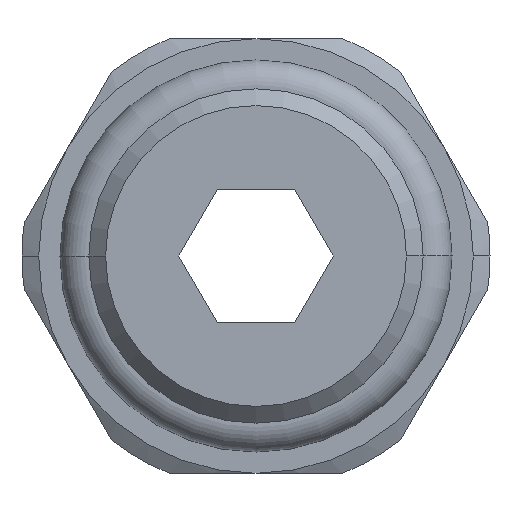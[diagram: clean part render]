
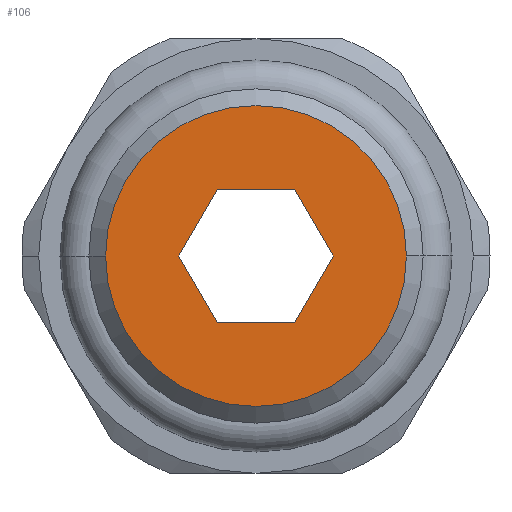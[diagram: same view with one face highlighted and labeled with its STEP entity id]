
A CAD part, front view. The second image highlights one B-rep face of the part: STEP entity #106.
In plain terms, the highlighted planar face has unit normal (0, -1, 0).
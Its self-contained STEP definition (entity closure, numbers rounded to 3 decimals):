
#106=ADVANCED_FACE('',(#239,#240),#241,.T.);
#239=FACE_BOUND('',#380,.T.);
#240=FACE_OUTER_BOUND('',#381,.T.);
#241=PLANE('',#382);
#380=EDGE_LOOP('',(#852,#853,#854,#855,#856,#857));
#381=EDGE_LOOP('',(#858,#859));
#382=AXIS2_PLACEMENT_3D('',#860,#861,#862);
#852=ORIENTED_EDGE('',*,*,#981,.T.);
#853=ORIENTED_EDGE('',*,*,#978,.T.);
#854=ORIENTED_EDGE('',*,*,#975,.T.);
#855=ORIENTED_EDGE('',*,*,#972,.T.);
#856=ORIENTED_EDGE('',*,*,#987,.T.);
#857=ORIENTED_EDGE('',*,*,#984,.T.);
#858=ORIENTED_EDGE('',*,*,#925,.F.);
#859=ORIENTED_EDGE('',*,*,#1054,.F.);
#860=CARTESIAN_POINT('',(-2.25,0.,0.0));
#861=DIRECTION('',(0.,-1.0,0.0));
#862=DIRECTION('',(1.0,0.,-0.0));
#925=EDGE_CURVE('',#1092,#1094,#1095,.T.);
#972=EDGE_CURVE('',#1181,#1179,#1182,.T.);
#975=EDGE_CURVE('',#1186,#1181,#1187,.T.);
#978=EDGE_CURVE('',#1191,#1186,#1192,.T.);
#981=EDGE_CURVE('',#1196,#1191,#1197,.T.);
#984=EDGE_CURVE('',#1201,#1196,#1202,.T.);
#987=EDGE_CURVE('',#1179,#1201,#1205,.T.);
#1054=EDGE_CURVE('',#1094,#1092,#1302,.T.);
#1092=VERTEX_POINT('',#1348);
#1094=VERTEX_POINT('',#1351);
#1095=CIRCLE('',#1352,4.5);
#1179=VERTEX_POINT('',#1498);
#1181=VERTEX_POINT('',#1501);
#1182=LINE('',#1502,#1503);
#1186=VERTEX_POINT('',#1509);
#1187=LINE('',#1510,#1511);
#1191=VERTEX_POINT('',#1517);
#1192=LINE('',#1518,#1519);
#1196=VERTEX_POINT('',#1525);
#1197=LINE('',#1526,#1527);
#1201=VERTEX_POINT('',#1533);
#1202=LINE('',#1534,#1535);
#1205=LINE('',#1540,#1541);
#1302=CIRCLE('',#1868,4.5);
#1348=CARTESIAN_POINT('',(-4.5,0.,0.0));
#1351=CARTESIAN_POINT('',(4.5,0.0,0.));
#1352=AXIS2_PLACEMENT_3D('',#1915,#1916,#1917);
#1498=CARTESIAN_POINT('',(-2.309,0.0,0.));
#1501=CARTESIAN_POINT('',(-1.155,0.0,-2.0));
#1502=CARTESIAN_POINT('',(-2.013,0.,-0.513));
#1503=VECTOR('',#2006,1.0);
#1509=CARTESIAN_POINT('',(1.155,0.0,-2.0));
#1510=CARTESIAN_POINT('',(-1.125,0.0,-2.0));
#1511=VECTOR('',#2009,1.0);
#1517=CARTESIAN_POINT('',(2.309,0.0,0.));
#1518=CARTESIAN_POINT('',(1.451,0.0,-1.487));
#1519=VECTOR('',#2012,1.0);
#1525=CARTESIAN_POINT('',(1.155,0.0,2.0));
#1526=CARTESIAN_POINT('',(1.451,0.,1.487));
#1527=VECTOR('',#2015,1.0);
#1533=CARTESIAN_POINT('',(-1.155,0.0,2.0));
#1534=CARTESIAN_POINT('',(-1.125,0.0,2.0));
#1535=VECTOR('',#2018,1.0);
#1540=CARTESIAN_POINT('',(-2.013,0.0,0.513));
#1541=VECTOR('',#2021,1.0);
#1868=AXIS2_PLACEMENT_3D('',#2140,#2141,#2142);
#1915=CARTESIAN_POINT('',(0.0,0.0,0.0));
#1916=DIRECTION('',(0.0,1.0,0.0));
#1917=DIRECTION('',(-1.0,0.0,0.0));
#2006=DIRECTION('',(-0.5,0.,0.866));
#2009=DIRECTION('',(-1.0,0.,0.0));
#2012=DIRECTION('',(-0.5,0.,-0.866));
#2015=DIRECTION('',(0.5,0.,-0.866));
#2018=DIRECTION('',(1.0,0.,0.));
#2021=DIRECTION('',(0.5,0.,0.866));
#2140=CARTESIAN_POINT('',(0.0,0.0,0.0));
#2141=DIRECTION('',(0.0,1.0,0.0));
#2142=DIRECTION('',(-1.0,0.0,0.0));
